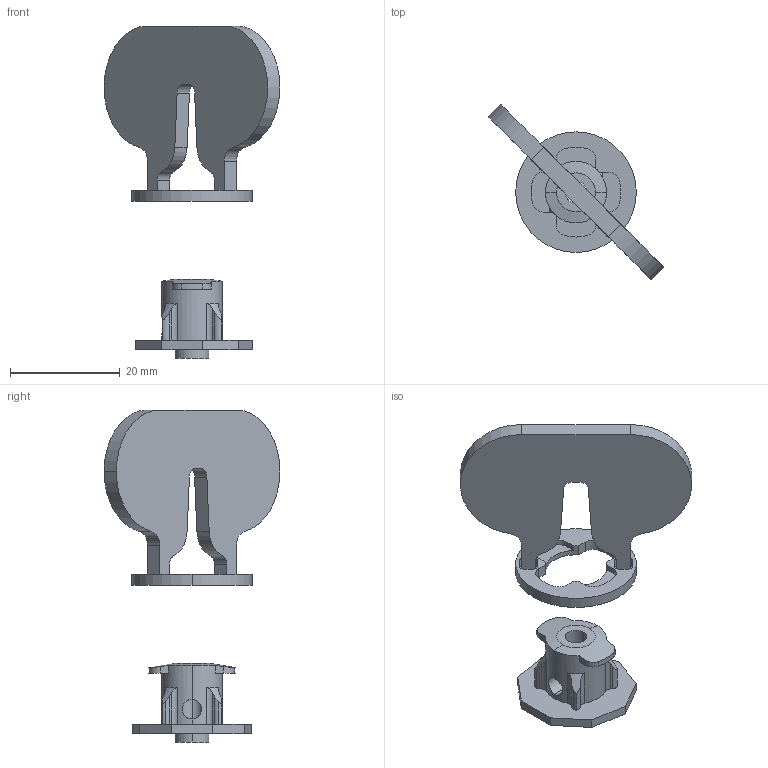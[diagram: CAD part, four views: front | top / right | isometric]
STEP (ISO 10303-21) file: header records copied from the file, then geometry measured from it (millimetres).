
FILE_DESCRIPTION (( 'STEP AP214' ), '1' );
FILE_NAME ('Twist Hub 4mmx050 R2.STEP', '2020-12-22T03:37:33', ( 'Kurtis' ), ( '' ), 'SwSTEP 2.0', 'SolidWorks 2015', '' );
FILE_SCHEMA (( 'AUTOMOTIVE_DESIGN' ));
Length unit declared in the file: inch
Products named in the file (1): Twist Hub 4mmx050 R2
Bounding box: 32.09 x 32.09 x 60.58 mm (x, y, z)
Volume: 4735.5 mm3; surface area: 4524.9 mm2
Topology: 3 solids, 3 shells, 387 faces, 1092 edges, 726 vertices
Faces by surface type: plane 309, cylinder 72, cone 6
Entity records: 15908 total; most frequent: CARTESIAN_POINT 2524, ORIENTED_EDGE 2184, DIRECTION 1962, EDGE_CURVE 1092, VECTOR 918, LINE 918, VERTEX_POINT 726, AXIS2_PLACEMENT_3D 522
